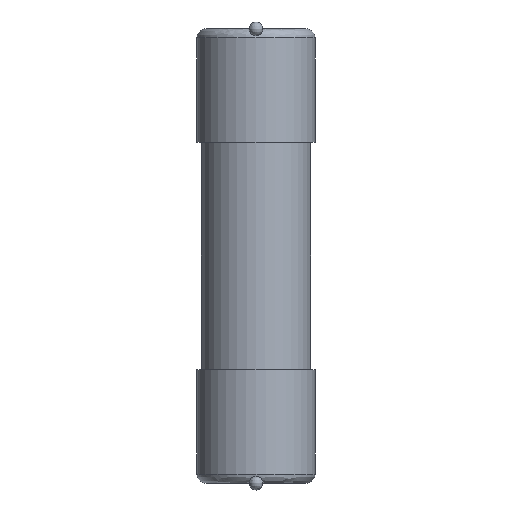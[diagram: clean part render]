
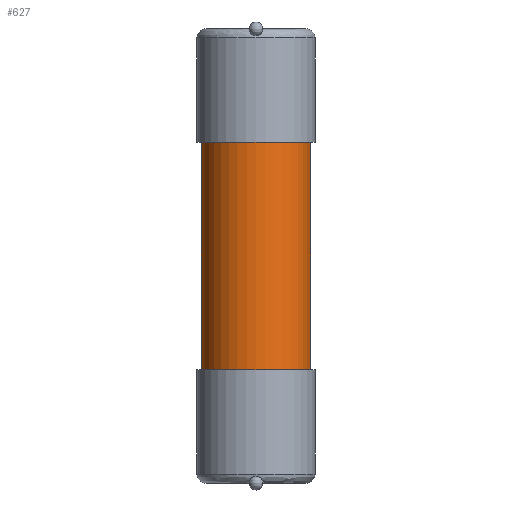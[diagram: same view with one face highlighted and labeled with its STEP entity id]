
A CAD part, front view. The second image highlights one B-rep face of the part: STEP entity #627.
In plain terms, the highlighted cylindrical face has radius 2.4 mm (diameter 4.8 mm), a partial arc.
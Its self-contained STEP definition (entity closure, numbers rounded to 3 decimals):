
#117 = VERTEX_POINT ( 'NONE', #1866 ) ;
#120 = ORIENTED_EDGE ( 'NONE', *, *, #825, .T. ) ;
#161 = VERTEX_POINT ( 'NONE', #183 ) ;
#183 = CARTESIAN_POINT ( 'NONE',  ( 2.4, 2.6, 9.6 ) ) ;
#415 = AXIS2_PLACEMENT_3D ( 'NONE', #1476, #1487, #1322 ) ;
#416 = DIRECTION ( 'NONE',  ( 0., 0., 1. ) ) ;
#444 = DIRECTION ( 'NONE',  ( 1., 0., 0. ) ) ;
#584 = AXIS2_PLACEMENT_3D ( 'NONE', #1854, #416, #1373 ) ;
#627 = ADVANCED_FACE ( 'NONE', ( #1041 ), #724, .T. ) ;
#672 = CARTESIAN_POINT ( 'NONE',  ( -2.4, 2.6, -9.6 ) ) ;
#724 = CYLINDRICAL_SURFACE ( 'NONE', #584, 2.4 ) ;
#767 = DIRECTION ( 'NONE',  ( 0., 0., -1. ) ) ;
#825 = EDGE_CURVE ( 'NONE', #117, #876, #1327, .T. ) ;
#842 = CARTESIAN_POINT ( 'NONE',  ( 2.4, 2.6, -9.6 ) ) ;
#876 = VERTEX_POINT ( 'NONE', #1829 ) ;
#993 = CIRCLE ( 'NONE', #1363, 2.4 ) ;
#1007 = DIRECTION ( 'NONE',  ( 0., 0., 1. ) ) ;
#1020 = EDGE_CURVE ( 'NONE', #161, #1402, #993, .T. ) ;
#1041 = FACE_OUTER_BOUND ( 'NONE', #1103, .T. ) ;
#1103 = EDGE_LOOP ( 'NONE', ( #1241, #120, #1707, #1527 ) ) ;
#1156 = LINE ( 'NONE', #672, #1762 ) ;
#1174 = EDGE_CURVE ( 'NONE', #876, #161, #1930, .T. ) ;
#1241 = ORIENTED_EDGE ( 'NONE', *, *, #1675, .F. ) ;
#1322 = DIRECTION ( 'NONE',  ( 1., 0., 0. ) ) ;
#1324 = VECTOR ( 'NONE', #1007, 1000. ) ;
#1327 = CIRCLE ( 'NONE', #415, 2.4 ) ;
#1363 = AXIS2_PLACEMENT_3D ( 'NONE', #2030, #767, #444 ) ;
#1373 = DIRECTION ( 'NONE',  ( 1., 0., 0. ) ) ;
#1402 = VERTEX_POINT ( 'NONE', #1734 ) ;
#1476 = CARTESIAN_POINT ( 'NONE',  ( 0., 2.6, -9.6 ) ) ;
#1487 = DIRECTION ( 'NONE',  ( 0., 0., 1. ) ) ;
#1527 = ORIENTED_EDGE ( 'NONE', *, *, #1020, .T. ) ;
#1675 = EDGE_CURVE ( 'NONE', #117, #1402, #1156, .T. ) ;
#1707 = ORIENTED_EDGE ( 'NONE', *, *, #1174, .T. ) ;
#1734 = CARTESIAN_POINT ( 'NONE',  ( -2.4, 2.6, 9.6 ) ) ;
#1762 = VECTOR ( 'NONE', #1788, 1000. ) ;
#1788 = DIRECTION ( 'NONE',  ( 0., 0., 1. ) ) ;
#1829 = CARTESIAN_POINT ( 'NONE',  ( 2.4, 2.6, -9.6 ) ) ;
#1854 = CARTESIAN_POINT ( 'NONE',  ( 0., 2.6, -9.6 ) ) ;
#1866 = CARTESIAN_POINT ( 'NONE',  ( -2.4, 2.6, -9.6 ) ) ;
#1930 = LINE ( 'NONE', #842, #1324 ) ;
#2030 = CARTESIAN_POINT ( 'NONE',  ( 0., 2.6, 9.6 ) ) ;
